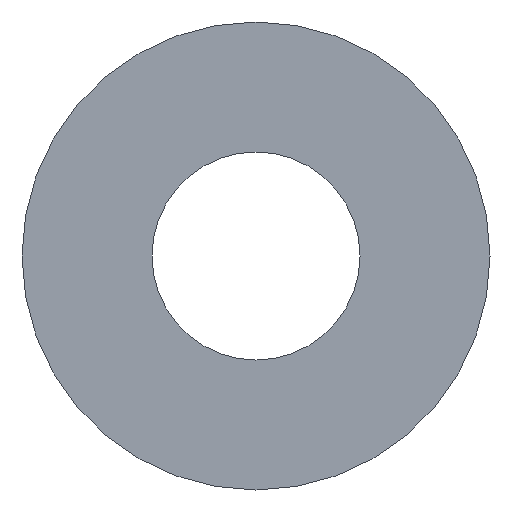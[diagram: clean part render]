
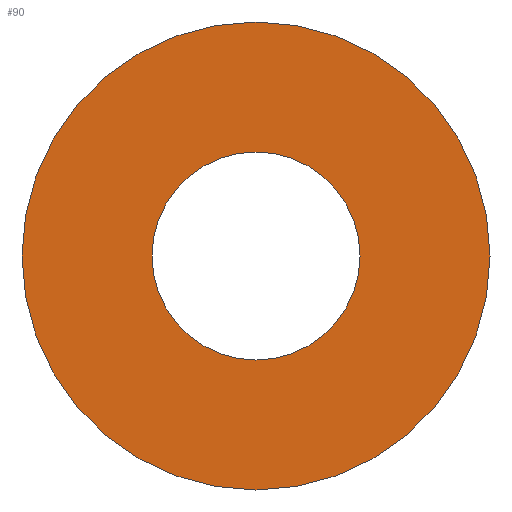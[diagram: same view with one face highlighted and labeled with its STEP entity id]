
A CAD part, front view. The second image highlights one B-rep face of the part: STEP entity #90.
In plain terms, the highlighted planar face has unit normal (0, -1, 0).
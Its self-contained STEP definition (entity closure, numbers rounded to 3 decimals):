
#23=FACE_BOUND('',#33,.T.);
#26=FACE_OUTER_BOUND('',#32,.T.);
#32=EDGE_LOOP('',(#62));
#33=EDGE_LOOP('',(#63));
#41=CIRCLE('',#120,9.);
#42=CIRCLE('',#121,4.);
#47=VERTEX_POINT('',#162);
#48=VERTEX_POINT('',#164);
#53=EDGE_CURVE('',#47,#47,#41,.T.);
#54=EDGE_CURVE('',#48,#48,#42,.T.);
#62=ORIENTED_EDGE('',*,*,#53,.T.);
#63=ORIENTED_EDGE('',*,*,#54,.F.);
#80=PLANE('',#119);
#90=ADVANCED_FACE('',(#26,#23),#80,.T.);
#119=AXIS2_PLACEMENT_3D('',#161,#133,#134);
#120=AXIS2_PLACEMENT_3D('',#163,#135,#136);
#121=AXIS2_PLACEMENT_3D('',#165,#137,#138);
#133=DIRECTION('center_axis',(0.,-1.,0.));
#134=DIRECTION('ref_axis',(0.,0.,-1.));
#135=DIRECTION('center_axis',(0.,-1.,0.));
#136=DIRECTION('ref_axis',(1.,0.,0.));
#137=DIRECTION('center_axis',(0.,-1.,0.));
#138=DIRECTION('ref_axis',(1.,0.,0.));
#161=CARTESIAN_POINT('Origin',(4.,0.,0.));
#162=CARTESIAN_POINT('',(-9.,0.,0.));
#163=CARTESIAN_POINT('Origin',(0.,0.,0.));
#164=CARTESIAN_POINT('',(-4.,0.,0.));
#165=CARTESIAN_POINT('Origin',(0.,0.,0.));
